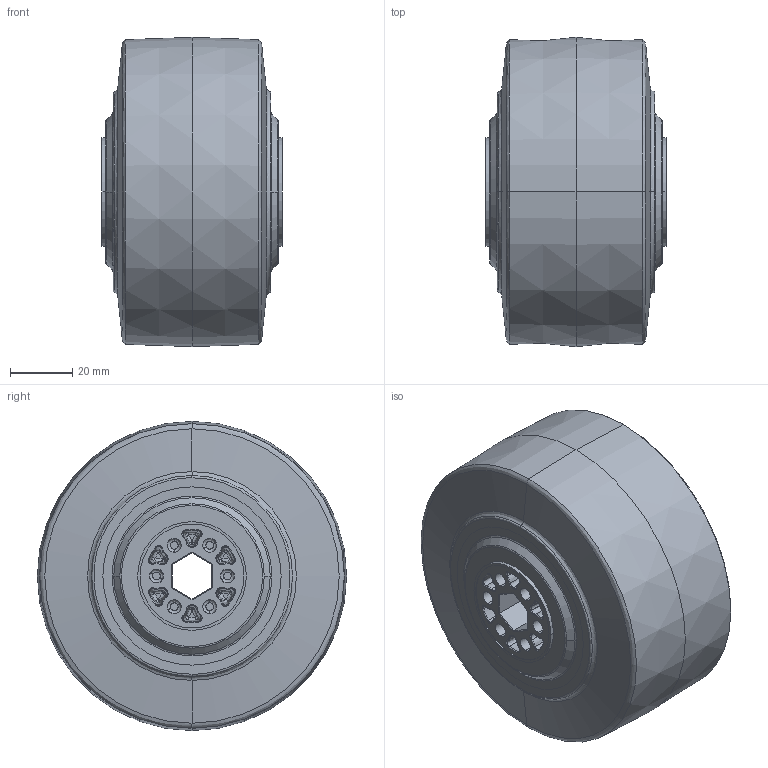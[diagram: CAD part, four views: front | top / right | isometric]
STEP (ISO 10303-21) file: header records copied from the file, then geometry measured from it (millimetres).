
FILE_DESCRIPTION (( 'STEP AP214' ), '1' );
FILE_NAME ('217-4054-STEP-20151103.STEP', '2015-11-03T23:06:07', ( '' ), ( '' ), 'SwSTEP 2.0', 'SolidWorks 2015', '' );
FILE_SCHEMA (( 'AUTOMOTIVE_DESIGN' ));
Length unit declared in the file: inch
Products named in the file (4): 217-4054-004 Rev1; 217-4054-002 Rev15; 217-4054-003 Rev1; 217-4054-STEP-20151103
Assembly tree (3 placements, depth 2):
  217-4054-STEP-20151103
    217-4054-003 Rev1
    217-4054-004 Rev1
    217-4054-002 Rev15
Bounding box: 57.95 x 99.57 x 99.57 mm (x, y, z)
Volume: 359786.7 mm3; surface area: 97057.1 mm2
Topology: 3 solids, 3 shells, 1855 faces, 4421 edges, 2510 vertices
Faces by surface type: bspline 1080, cone 264, torus 215, plane 132, cylinder 104, sphere 60
Entity records: 96168 total; most frequent: CARTESIAN_POINT 60421, ORIENTED_EDGE 8694, DIRECTION 5967, EDGE_CURVE 4347, AXIS2_PLACEMENT_3D 2781, VERTEX_POINT 2510, CIRCLE 2000, EDGE_LOOP 1897
